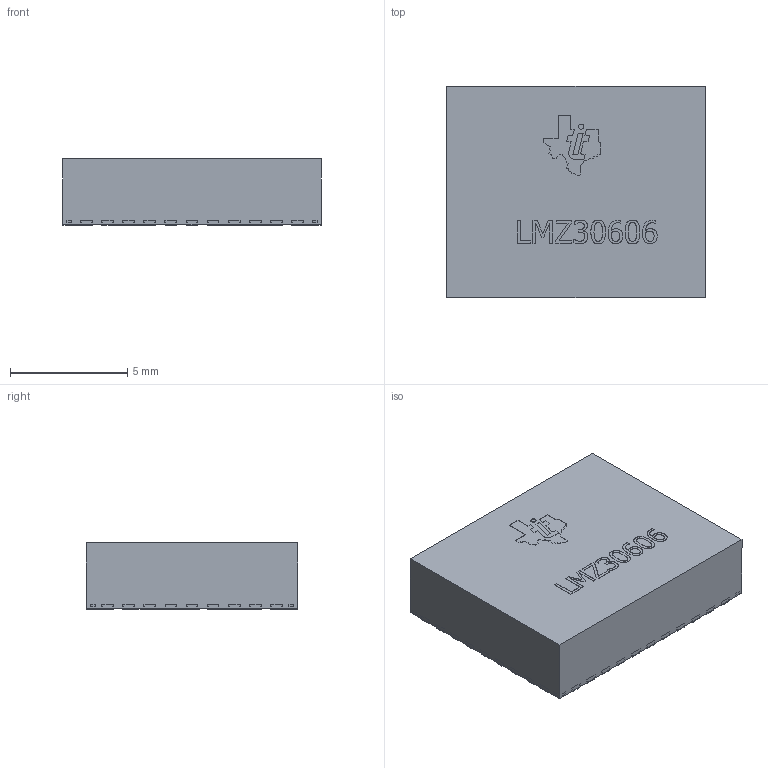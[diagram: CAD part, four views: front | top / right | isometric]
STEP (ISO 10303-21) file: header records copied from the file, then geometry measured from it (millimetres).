
FILE_DESCRIPTION((''),'2;1');
FILE_NAME('LMZ30606_3D.stp','2016-04-20T10:53:33',(''),(''),'Mechanical Desktop 2009','Mechanical Desktop 2009',', , ');
FILE_SCHEMA(('CONFIG_CONTROL_DESIGN'));
Length unit declared in the file: millimetre
Products named in the file (34): TPS84418_3D; ~~~201_C; 201_R; ~~201_C; BODY; ~PART1; ~PART2; ~402_C; ~~402_M; ~~SIDE; ~~~BODY; ~RTE; ~LF; ~BASE; 402_M; SIDE; ~BODY; SOLDER_402; SOLDER; SOLDER_IC; VISHAY_2020; INDUCTER; TAB; 201_C; ~201_C; ~~BODY; ~~~~PART1; ~~PART2; LF; TOP; 402_test; PKG_0; PCB_PARAMS; DBLAYERS
Assembly tree (42 placements, depth 4):
  TPS84418_3D
    ~~~201_C
      201_R
        ~~201_C
        BODY
        ~PART1
        ~PART2
    ~402_C  x3
      ~~402_M
        ~~SIDE  x2
        ~~~BODY
    ~RTE
      ~LF
      ~BASE
    402_M  x4
      SIDE
      ~BODY
    SOLDER_402
    SOLDER
    SOLDER_IC
    VISHAY_2020
      INDUCTER
      TAB
    201_C
      ~201_C
      ~~BODY
      ~~~~PART1
      ~~PART2
    LF
    TOP
    402_test  x3
    PKG_0
    PCB_PARAMS
    DBLAYERS
Bounding box: 11 x 9 x 2.83 mm (x, y, z)
Surface area: 722.8 mm2
Topology: 109 solids, 109 shells, 2568 faces, 6520 edges, 4106 vertices
Faces by surface type: plane 1778, cylinder 500, bspline 162, sphere 128
Entity records: 67633 total; most frequent: CARTESIAN_POINT 13789, ORIENTED_EDGE 11392, DIRECTION 10224, EDGE_CURVE 5696, VECTOR 4694, LINE 4694, VERTEX_POINT 3738, AXIS2_PLACEMENT_3D 2765
